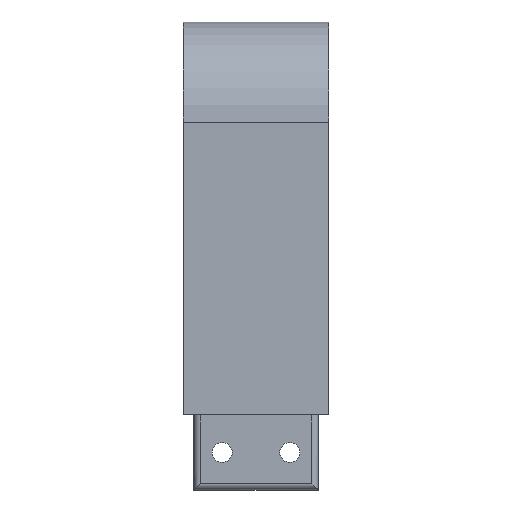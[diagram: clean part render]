
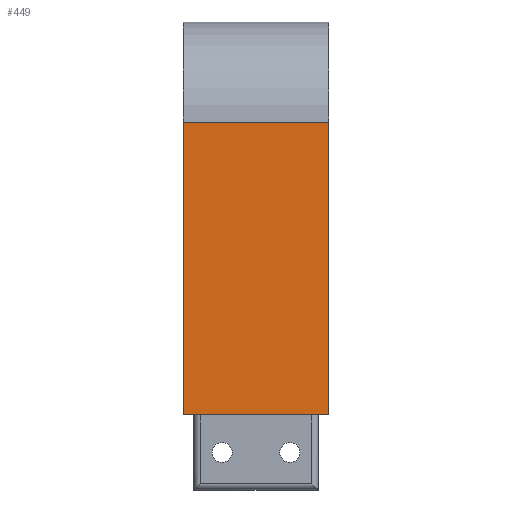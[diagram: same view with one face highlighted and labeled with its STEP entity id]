
A CAD part, left-side view. The second image highlights one B-rep face of the part: STEP entity #449.
In plain terms, the highlighted planar face has unit normal (-1, 0, 0).
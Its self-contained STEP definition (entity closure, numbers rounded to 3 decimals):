
#30=PLANE('',#496);
#43=FACE_OUTER_BOUND('',#67,.T.);
#67=EDGE_LOOP('',(#319,#320,#321,#322));
#99=LINE('',#683,#139);
#101=LINE('',#689,#141);
#107=LINE('',#703,#147);
#108=LINE('',#704,#148);
#139=VECTOR('',#545,10.);
#141=VECTOR('',#551,10.);
#147=VECTOR('',#561,10.);
#148=VECTOR('',#562,10.);
#200=VERTEX_POINT('',#680);
#201=VERTEX_POINT('',#682);
#203=VERTEX_POINT('',#688);
#209=VERTEX_POINT('',#702);
#244=EDGE_CURVE('',#200,#201,#99,.T.);
#247=EDGE_CURVE('',#201,#203,#101,.T.);
#254=EDGE_CURVE('',#200,#209,#107,.T.);
#255=EDGE_CURVE('',#203,#209,#108,.T.);
#319=ORIENTED_EDGE('',*,*,#244,.F.);
#320=ORIENTED_EDGE('',*,*,#254,.T.);
#321=ORIENTED_EDGE('',*,*,#255,.F.);
#322=ORIENTED_EDGE('',*,*,#247,.F.);
#449=ADVANCED_FACE('',(#43),#30,.T.);
#496=AXIS2_PLACEMENT_3D('',#701,#559,#560);
#545=DIRECTION('',(0.,-1.,0.));
#551=DIRECTION('',(0.,0.,-1.));
#559=DIRECTION('center_axis',(-1.,0.,0.));
#560=DIRECTION('ref_axis',(0.,1.,0.));
#561=DIRECTION('',(0.,0.,-1.));
#562=DIRECTION('',(0.,1.,0.));
#680=CARTESIAN_POINT('',(-93.5,14.5,-16.5));
#682=CARTESIAN_POINT('',(-93.5,-14.5,-16.5));
#683=CARTESIAN_POINT('',(-93.5,-14.5,-16.5));
#688=CARTESIAN_POINT('',(-93.5,-14.5,-75.));
#689=CARTESIAN_POINT('',(-93.5,-14.5,3.5));
#701=CARTESIAN_POINT('Origin',(-93.5,-14.5,3.5));
#702=CARTESIAN_POINT('',(-93.5,14.5,-75.));
#703=CARTESIAN_POINT('',(-93.5,14.5,3.5));
#704=CARTESIAN_POINT('',(-93.5,-7.25,-75.));
